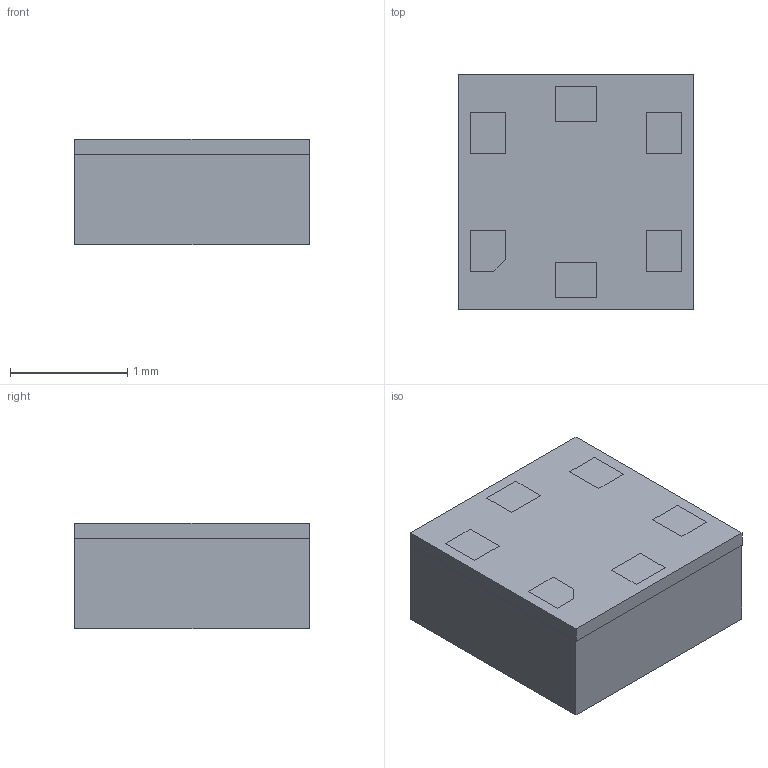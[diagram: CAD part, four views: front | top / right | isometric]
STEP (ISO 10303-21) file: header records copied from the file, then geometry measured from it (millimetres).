
FILE_DESCRIPTION(/* description */ ('Unknown'),/* implementation_level */ '2;1');
FILE_NAME(/* name */ '25250202100xx',/* time_stamp */ '2020-04-21T15:24:41+02:00',/* author */ ('Unknown'),/* organization */ ('Unknown'),/* preprocessor_version */ 'ST-DEVELOPER v16.7',/* originating_system */ 'DEX',/* authorisation */ $);
FILE_SCHEMA (('AUTOMOTIVE_DESIGN {1 0 10303 214 3 1 1}'));
Length unit declared in the file: millimetre
Products named in the file (5): 25250202100xx; base; cover; silicon area; pad
Assembly tree (4 placements, depth 2):
  25250202100xx
    base
    cover
    silicon area
    pad
Bounding box: 2 x 2 x 0.9 mm (x, y, z)
Volume: 3.6 mm3; surface area: 26.4 mm2
Topology: 9 solids, 9 shells, 110 faces, 249 edges, 166 vertices
Faces by surface type: plane 109, cylinder 1
Full cylindrical faces by diameter (mm): 0.05 x1
Entity records: 3421 total; most frequent: CARTESIAN_POINT 529, ORIENTED_EDGE 496, DIRECTION 480, EDGE_CURVE 248, LINE 246, VECTOR 246, VERTEX_POINT 166, EDGE_LOOP 122
